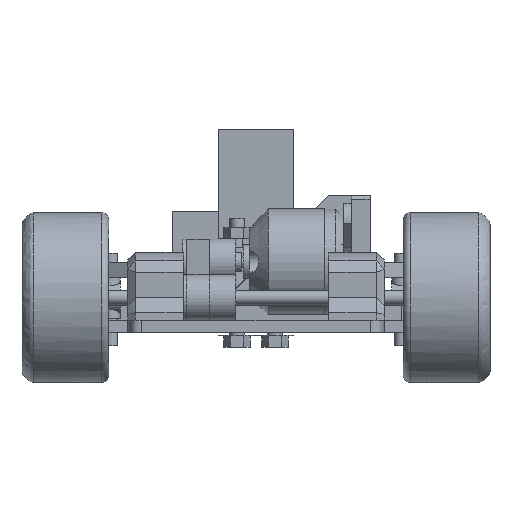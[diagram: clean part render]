
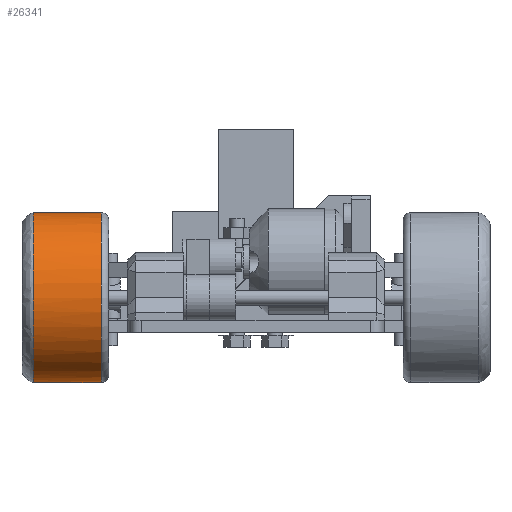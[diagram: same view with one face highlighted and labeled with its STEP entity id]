
A CAD part, front view. The second image highlights one B-rep face of the part: STEP entity #26341.
In plain terms, the highlighted cylindrical face has radius 22.5 mm (diameter 45 mm), a full revolution.
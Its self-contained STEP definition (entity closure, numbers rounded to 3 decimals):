
#762=B_SPLINE_CURVE_WITH_KNOTS('',3,(#37887,#37888,#37889,#37890,#37891,
#37892,#37893,#37894,#37895,#37896,#37897,#37898,#37899,#37900,#37901,#37902,
#37903,#37904),.UNSPECIFIED.,.T.,.F.,(4,1,1,1,1,1,1,1,1,1,1,1,1,1,1,4),
(0.,0.871,1.742,2.904,3.485,
4.065,5.227,5.808,6.389,6.969,
7.55,8.712,9.583,10.454,11.325,
12.196),.UNSPECIFIED.);
#2011=FACE_OUTER_BOUND('',#3548,.T.);
#3548=EDGE_LOOP('',(#18511,#18512,#18513,#18514,#18515));
#5450=LINE('',#37886,#8258);
#8258=VECTOR('',#30408,22.5);
#11029=CIRCLE('',#27960,22.5);
#11030=CIRCLE('',#27961,22.5);
#11884=VERTEX_POINT('',#37879);
#11885=VERTEX_POINT('',#37881);
#11886=VERTEX_POINT('',#37885);
#14482=EDGE_CURVE('',#11884,#11885,#11029,.T.);
#14483=EDGE_CURVE('',#11885,#11884,#11030,.T.);
#14484=EDGE_CURVE('',#11885,#11886,#5450,.T.);
#14485=EDGE_CURVE('',#11886,#11886,#762,.T.);
#18511=ORIENTED_EDGE('',*,*,#14483,.F.);
#18512=ORIENTED_EDGE('',*,*,#14484,.T.);
#18513=ORIENTED_EDGE('',*,*,#14485,.F.);
#18514=ORIENTED_EDGE('',*,*,#14484,.F.);
#18515=ORIENTED_EDGE('',*,*,#14482,.F.);
#25951=CYLINDRICAL_SURFACE('',#27962,22.5);
#26341=ADVANCED_FACE('',(#2011),#25951,.T.);
#27960=AXIS2_PLACEMENT_3D('',#37882,#30402,#30403);
#27961=AXIS2_PLACEMENT_3D('',#37883,#30404,#30405);
#27962=AXIS2_PLACEMENT_3D('',#37884,#30406,#30407);
#30402=DIRECTION('center_axis',(1.,0.,0.));
#30403=DIRECTION('ref_axis',(0.,1.,0.));
#30404=DIRECTION('center_axis',(1.,0.,0.));
#30405=DIRECTION('ref_axis',(0.,1.,0.));
#30406=DIRECTION('center_axis',(1.,0.,0.));
#30407=DIRECTION('ref_axis',(0.,1.,0.));
#30408=DIRECTION('',(-1.,0.,0.));
#37879=CARTESIAN_POINT('',(-41.,-85.,32.5));
#37881=CARTESIAN_POINT('',(-41.,-107.5,10.));
#37882=CARTESIAN_POINT('Origin',(-41.,-85.,10.));
#37883=CARTESIAN_POINT('Origin',(-41.,-85.,10.));
#37884=CARTESIAN_POINT('Origin',(-60.,-85.,10.));
#37885=CARTESIAN_POINT('',(-59.,-107.5,10.));
#37886=CARTESIAN_POINT('',(-60.,-107.5,10.));
#37887=CARTESIAN_POINT('Ctrl Pts',(-59.,-107.5,10.));
#37888=CARTESIAN_POINT('Ctrl Pts',(-59.,-107.5,13.366));
#37889=CARTESIAN_POINT('Ctrl Pts',(-59.,-105.962,20.089));
#37890=CARTESIAN_POINT('Ctrl Pts',(-59.,-98.796,29.105));
#37891=CARTESIAN_POINT('Ctrl Pts',(-59.,-88.973,32.961));
#37892=CARTESIAN_POINT('Ctrl Pts',(-59.,-79.92,32.258));
#37893=CARTESIAN_POINT('Ctrl Pts',(-59.,-71.457,28.964));
#37894=CARTESIAN_POINT('Ctrl Pts',(-59.,-65.081,22.086));
#37895=CARTESIAN_POINT('Ctrl Pts',(-59.,-62.42,13.402));
#37896=CARTESIAN_POINT('Ctrl Pts',(-59.,-62.414,6.596));
#37897=CARTESIAN_POINT('Ctrl Pts',(-59.,-64.427,0.095));
#37898=CARTESIAN_POINT('Ctrl Pts',(-59.,-69.527,-7.423));
#37899=CARTESIAN_POINT('Ctrl Pts',(-59.,-78.664,-12.697));
#37900=CARTESIAN_POINT('Ctrl Pts',(-59.,-90.181,-12.68));
#37901=CARTESIAN_POINT('Ctrl Pts',(-59.,-99.507,-8.197));
#37902=CARTESIAN_POINT('Ctrl Pts',(-59.,-105.966,-0.094));
#37903=CARTESIAN_POINT('Ctrl Pts',(-59.,-107.5,6.634));
#37904=CARTESIAN_POINT('Ctrl Pts',(-59.,-107.5,10.));
